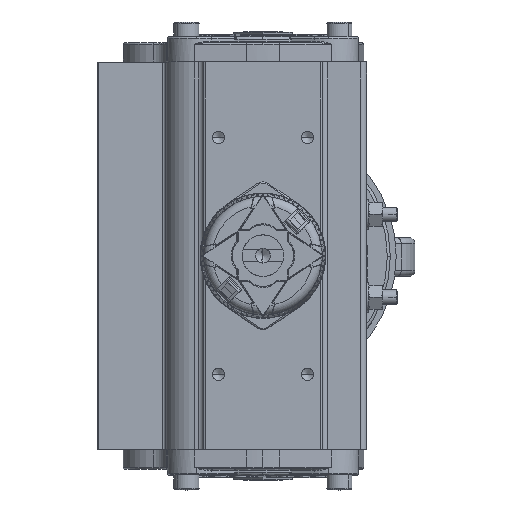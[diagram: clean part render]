
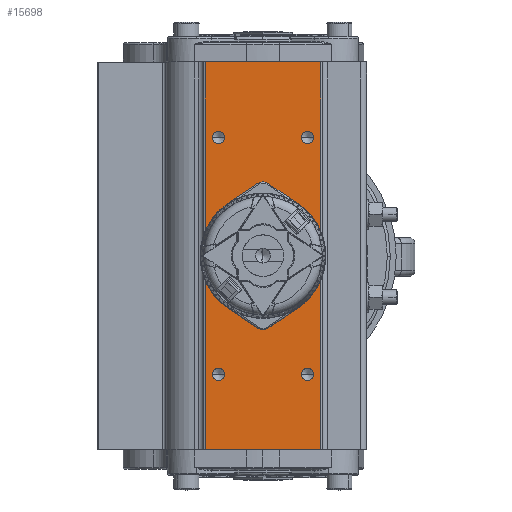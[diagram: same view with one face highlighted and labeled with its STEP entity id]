
A CAD part, top view. The second image highlights one B-rep face of the part: STEP entity #15698.
In plain terms, the highlighted face is planar.
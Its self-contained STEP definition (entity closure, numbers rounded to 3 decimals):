
#581 = VECTOR ( 'NONE', #4948, 1000. ) ;
#4948 = DIRECTION ( 'NONE',  ( -1., 0., 0. ) ) ;
#5156 = CARTESIAN_POINT ( 'NONE',  ( -65.127, 27.5, -32.862 ) ) ;
#5418 = VERTEX_POINT ( 'NONE', #60828 ) ;
#7394 = CIRCLE ( 'NONE', #37711, 7.55 ) ;
#9711 = CARTESIAN_POINT ( 'NONE',  ( -39.677, 27.5, 12.935 ) ) ;
#10039 = EDGE_LOOP ( 'NONE', ( #184499, #104988 ) ) ;
#13448 = DIRECTION ( 'NONE',  ( 0., -1., 0. ) ) ;
#13560 = CARTESIAN_POINT ( 'NONE',  ( 40.323, 27.5, -15. ) ) ;
#15071 = CARTESIAN_POINT ( 'NONE',  ( 40.323, 27.5, -17.065 ) ) ;
#15698 = ADVANCED_FACE ( 'NONE', ( #112802, #77248, #131728, #93861, #42891, #61826 ), #150679, .T. ) ;
#19614 = CARTESIAN_POINT ( 'NONE',  ( -39.677, 27.5, -15. ) ) ;
#20921 = CARTESIAN_POINT ( 'NONE',  ( 40.323, 27.5, -15. ) ) ;
#22820 = VERTEX_POINT ( 'NONE', #125312 ) ;
#23339 = EDGE_LOOP ( 'NONE', ( #195085, #136485 ) ) ;
#25025 = DIRECTION ( 'NONE',  ( 0., 0., -1. ) ) ;
#27061 = ORIENTED_EDGE ( 'NONE', *, *, #70705, .T. ) ;
#28112 = EDGE_CURVE ( 'NONE', #30395, #154508, #7394, .T. ) ;
#30395 = VERTEX_POINT ( 'NONE', #58923 ) ;
#30415 = CARTESIAN_POINT ( 'NONE',  ( 0.323, 27.5, -7.55 ) ) ;
#31281 = CARTESIAN_POINT ( 'NONE',  ( -39.677, 27.5, -15. ) ) ;
#33587 = EDGE_LOOP ( 'NONE', ( #27061, #193442 ) ) ;
#37711 = AXIS2_PLACEMENT_3D ( 'NONE', #164212, #129855, #221078 ) ;
#37918 = DIRECTION ( 'NONE',  ( 0., 0., -1. ) ) ;
#41112 = DIRECTION ( 'NONE',  ( 0., 0., 1. ) ) ;
#42891 = FACE_BOUND ( 'NONE', #10039, .T. ) ;
#44897 = AXIS2_PLACEMENT_3D ( 'NONE', #86923, #159189, #231483 ) ;
#46083 = DIRECTION ( 'NONE',  ( 0., -1., 0. ) ) ;
#50792 = DIRECTION ( 'NONE',  ( 0., -1., 0. ) ) ;
#51958 = VERTEX_POINT ( 'NONE', #15071 ) ;
#58615 = EDGE_LOOP ( 'NONE', ( #104671, #100213 ) ) ;
#58908 = AXIS2_PLACEMENT_3D ( 'NONE', #113174, #185423, #187721 ) ;
#58923 = CARTESIAN_POINT ( 'NONE',  ( 0.323, 27.5, 7.55 ) ) ;
#60828 = CARTESIAN_POINT ( 'NONE',  ( -39.677, 27.5, -17.065 ) ) ;
#61826 = FACE_BOUND ( 'NONE', #58615, .T. ) ;
#63598 = VERTEX_POINT ( 'NONE', #125369 ) ;
#68281 = EDGE_LOOP ( 'NONE', ( #93880, #223194 ) ) ;
#70705 = EDGE_CURVE ( 'NONE', #154508, #30395, #87045, .T. ) ;
#71856 = CARTESIAN_POINT ( 'NONE',  ( -39.677, 27.5, -12.935 ) ) ;
#72322 = AXIS2_PLACEMENT_3D ( 'NONE', #105682, #109195, #195700 ) ;
#72861 = ORIENTED_EDGE ( 'NONE', *, *, #132193, .T. ) ;
#74119 = CIRCLE ( 'NONE', #58908, 2.065 ) ;
#77248 = FACE_BOUND ( 'NONE', #33587, .T. ) ;
#78401 = DIRECTION ( 'NONE',  ( 0., 1., 0. ) ) ;
#78599 = AXIS2_PLACEMENT_3D ( 'NONE', #97345, #78401, #25025 ) ;
#81722 = AXIS2_PLACEMENT_3D ( 'NONE', #20921, #164307, #41112 ) ;
#86269 = CARTESIAN_POINT ( 'NONE',  ( 40.323, 27.5, 15. ) ) ;
#86923 = CARTESIAN_POINT ( 'NONE',  ( -39.677, 27.5, 15. ) ) ;
#87045 = CIRCLE ( 'NONE', #124750, 7.55 ) ;
#88444 = VERTEX_POINT ( 'NONE', #160843 ) ;
#89459 = CIRCLE ( 'NONE', #172619, 2.065 ) ;
#89763 = VERTEX_POINT ( 'NONE', #71856 ) ;
#89958 = CARTESIAN_POINT ( 'NONE',  ( 65.773, 27.5, -19.5 ) ) ;
#91924 = DIRECTION ( 'NONE',  ( 0., -1., 0. ) ) ;
#93861 = FACE_BOUND ( 'NONE', #23339, .T. ) ;
#93880 = ORIENTED_EDGE ( 'NONE', *, *, #224572, .T. ) ;
#97345 = CARTESIAN_POINT ( 'NONE',  ( 0.323, 27.5, -20. ) ) ;
#100213 = ORIENTED_EDGE ( 'NONE', *, *, #112222, .T. ) ;
#102370 = DIRECTION ( 'NONE',  ( 0., 0., 1. ) ) ;
#102923 = DIRECTION ( 'NONE',  ( 0., 0., -1. ) ) ;
#104671 = ORIENTED_EDGE ( 'NONE', *, *, #171903, .T. ) ;
#104724 = DIRECTION ( 'NONE',  ( 1., 0., 0. ) ) ;
#104988 = ORIENTED_EDGE ( 'NONE', *, *, #180060, .T. ) ;
#105682 = CARTESIAN_POINT ( 'NONE',  ( 40.323, 27.5, 15. ) ) ;
#105917 = EDGE_CURVE ( 'NONE', #185661, #88444, #148339, .T. ) ;
#106442 = CARTESIAN_POINT ( 'NONE',  ( 0.323, 27.5, 0. ) ) ;
#108824 = ORIENTED_EDGE ( 'NONE', *, *, #105917, .T. ) ;
#109159 = CIRCLE ( 'NONE', #44897, 2.065 ) ;
#109195 = DIRECTION ( 'NONE',  ( 0., -1., 0. ) ) ;
#112222 = EDGE_CURVE ( 'NONE', #63598, #144479, #89459, .T. ) ;
#112802 = FACE_OUTER_BOUND ( 'NONE', #181995, .T. ) ;
#113174 = CARTESIAN_POINT ( 'NONE',  ( -39.677, 27.5, 15. ) ) ;
#113843 = VECTOR ( 'NONE', #37918, 1000. ) ;
#118319 = DIRECTION ( 'NONE',  ( 0., 0., 1. ) ) ;
#124750 = AXIS2_PLACEMENT_3D ( 'NONE', #106442, #50792, #102923 ) ;
#125312 = CARTESIAN_POINT ( 'NONE',  ( -39.677, 27.5, 17.065 ) ) ;
#125369 = CARTESIAN_POINT ( 'NONE',  ( 40.323, 27.5, 12.935 ) ) ;
#129855 = DIRECTION ( 'NONE',  ( 0., -1., 0. ) ) ;
#130243 = EDGE_CURVE ( 'NONE', #22820, #214496, #109159, .T. ) ;
#131728 = FACE_BOUND ( 'NONE', #68281, .T. ) ;
#132193 = EDGE_CURVE ( 'NONE', #88444, #215602, #167462, .T. ) ;
#132480 = VECTOR ( 'NONE', #154329, 1000. ) ;
#134815 = CIRCLE ( 'NONE', #81722, 2.065 ) ;
#135207 = CIRCLE ( 'NONE', #214689, 2.065 ) ;
#136485 = ORIENTED_EDGE ( 'NONE', *, *, #161185, .T. ) ;
#137771 = VERTEX_POINT ( 'NONE', #149315 ) ;
#137787 = LINE ( 'NONE', #142180, #113843 ) ;
#142180 = CARTESIAN_POINT ( 'NONE',  ( 65.773, 27.5, -34.607 ) ) ;
#144334 = CIRCLE ( 'NONE', #72322, 2.065 ) ;
#144479 = VERTEX_POINT ( 'NONE', #157938 ) ;
#148339 = LINE ( 'NONE', #167260, #581 ) ;
#149315 = CARTESIAN_POINT ( 'NONE',  ( 40.323, 27.5, -12.935 ) ) ;
#150679 = PLANE ( 'NONE',  #78599 ) ;
#154329 = DIRECTION ( 'NONE',  ( 0., 0., 1. ) ) ;
#154508 = VERTEX_POINT ( 'NONE', #30415 ) ;
#155475 = AXIS2_PLACEMENT_3D ( 'NONE', #31281, #13448, #102370 ) ;
#157938 = CARTESIAN_POINT ( 'NONE',  ( 40.323, 27.5, 17.065 ) ) ;
#159189 = DIRECTION ( 'NONE',  ( 0., -1., 0. ) ) ;
#160843 = CARTESIAN_POINT ( 'NONE',  ( -65.127, 27.5, -19.5 ) ) ;
#161185 = EDGE_CURVE ( 'NONE', #51958, #137771, #134815, .T. ) ;
#164212 = CARTESIAN_POINT ( 'NONE',  ( 0.323, 27.5, 0. ) ) ;
#164307 = DIRECTION ( 'NONE',  ( 0., -1., 0. ) ) ;
#167260 = CARTESIAN_POINT ( 'NONE',  ( 0.323, 27.5, -19.5 ) ) ;
#167462 = LINE ( 'NONE', #5156, #132480 ) ;
#168810 = EDGE_CURVE ( 'NONE', #208296, #185661, #137787, .T. ) ;
#171903 = EDGE_CURVE ( 'NONE', #144479, #63598, #144334, .T. ) ;
#172619 = AXIS2_PLACEMENT_3D ( 'NONE', #86269, #46083, #118319 ) ;
#177949 = AXIS2_PLACEMENT_3D ( 'NONE', #19614, #91924, #179596 ) ;
#178115 = CIRCLE ( 'NONE', #177949, 2.065 ) ;
#179328 = LINE ( 'NONE', #198276, #228688 ) ;
#179596 = DIRECTION ( 'NONE',  ( 0., 0., 1. ) ) ;
#180060 = EDGE_CURVE ( 'NONE', #214496, #22820, #74119, .T. ) ;
#181995 = EDGE_LOOP ( 'NONE', ( #201182, #220727, #108824, #72861 ) ) ;
#182399 = CARTESIAN_POINT ( 'NONE',  ( 65.773, 27.5, 19.5 ) ) ;
#184499 = ORIENTED_EDGE ( 'NONE', *, *, #130243, .T. ) ;
#185423 = DIRECTION ( 'NONE',  ( 0., -1., 0. ) ) ;
#185661 = VERTEX_POINT ( 'NONE', #89958 ) ;
#186204 = EDGE_CURVE ( 'NONE', #137771, #51958, #135207, .T. ) ;
#187721 = DIRECTION ( 'NONE',  ( 0., 0., 1. ) ) ;
#192460 = CARTESIAN_POINT ( 'NONE',  ( -65.127, 27.5, 19.5 ) ) ;
#193442 = ORIENTED_EDGE ( 'NONE', *, *, #28112, .T. ) ;
#195085 = ORIENTED_EDGE ( 'NONE', *, *, #186204, .T. ) ;
#195700 = DIRECTION ( 'NONE',  ( 0., 0., 1. ) ) ;
#198276 = CARTESIAN_POINT ( 'NONE',  ( 0.323, 27.5, 19.5 ) ) ;
#201182 = ORIENTED_EDGE ( 'NONE', *, *, #214325, .T. ) ;
#208296 = VERTEX_POINT ( 'NONE', #182399 ) ;
#209119 = DIRECTION ( 'NONE',  ( 0., 0., 1. ) ) ;
#214325 = EDGE_CURVE ( 'NONE', #215602, #208296, #179328, .T. ) ;
#214496 = VERTEX_POINT ( 'NONE', #9711 ) ;
#214689 = AXIS2_PLACEMENT_3D ( 'NONE', #13560, #224606, #209119 ) ;
#215602 = VERTEX_POINT ( 'NONE', #192460 ) ;
#220727 = ORIENTED_EDGE ( 'NONE', *, *, #168810, .T. ) ;
#221078 = DIRECTION ( 'NONE',  ( 0., 0., -1. ) ) ;
#223194 = ORIENTED_EDGE ( 'NONE', *, *, #224994, .T. ) ;
#224572 = EDGE_CURVE ( 'NONE', #89763, #5418, #178115, .T. ) ;
#224606 = DIRECTION ( 'NONE',  ( 0., -1., 0. ) ) ;
#224994 = EDGE_CURVE ( 'NONE', #5418, #89763, #231264, .T. ) ;
#228688 = VECTOR ( 'NONE', #104724, 1000. ) ;
#231264 = CIRCLE ( 'NONE', #155475, 2.065 ) ;
#231483 = DIRECTION ( 'NONE',  ( 0., 0., 1. ) ) ;
